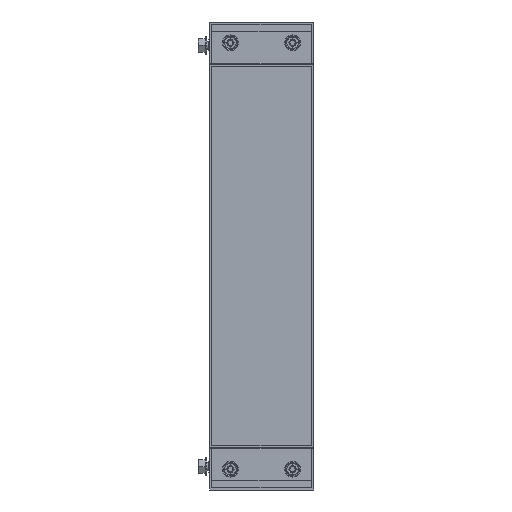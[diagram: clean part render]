
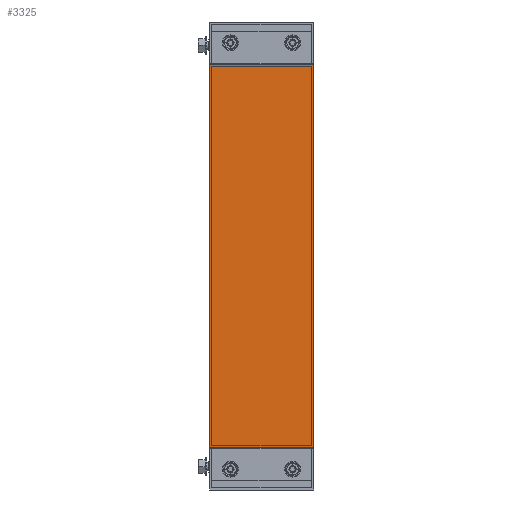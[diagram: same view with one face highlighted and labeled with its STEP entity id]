
A CAD part, left-side view. The second image highlights one B-rep face of the part: STEP entity #3325.
In plain terms, the highlighted planar face has unit normal (-1, 0, 0).
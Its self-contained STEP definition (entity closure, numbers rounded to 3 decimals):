
#1 = VECTOR ( 'NONE', #1300, 1000. ) ;
#292 = LINE ( 'NONE', #6372, #6454 ) ;
#693 = DIRECTION ( 'NONE',  ( 0., 0., 1. ) ) ;
#1069 = AXIS2_PLACEMENT_3D ( 'NONE', #7617, #6970, #693 ) ;
#1151 = VERTEX_POINT ( 'NONE', #1377 ) ;
#1300 = DIRECTION ( 'NONE',  ( 0., 0., -1. ) ) ;
#1377 = CARTESIAN_POINT ( 'NONE',  ( 0., 0., 434.6 ) ) ;
#2007 = EDGE_CURVE ( 'NONE', #1151, #5220, #2860, .T. ) ;
#2515 = ORIENTED_EDGE ( 'NONE', *, *, #5230, .T. ) ;
#2549 = CARTESIAN_POINT ( 'NONE',  ( 0., -100., 65.4 ) ) ;
#2732 = VECTOR ( 'NONE', #8714, 1000. ) ;
#2860 = LINE ( 'NONE', #5130, #1 ) ;
#2967 = ORIENTED_EDGE ( 'NONE', *, *, #4498, .T. ) ;
#3325 = ADVANCED_FACE ( 'NONE', ( #5385 ), #8463, .T. ) ;
#3368 = DIRECTION ( 'NONE',  ( 0., -1., 0. ) ) ;
#4340 = VERTEX_POINT ( 'NONE', #4480 ) ;
#4480 = CARTESIAN_POINT ( 'NONE',  ( 0., -100., 434.6 ) ) ;
#4498 = EDGE_CURVE ( 'NONE', #5220, #9915, #292, .T. ) ;
#4665 = CARTESIAN_POINT ( 'NONE',  ( 0., -100., 65.4 ) ) ;
#4954 = ORIENTED_EDGE ( 'NONE', *, *, #8417, .T. ) ;
#5130 = CARTESIAN_POINT ( 'NONE',  ( 0., 0., 65.4 ) ) ;
#5220 = VERTEX_POINT ( 'NONE', #6432 ) ;
#5230 = EDGE_CURVE ( 'NONE', #4340, #1151, #5908, .T. ) ;
#5246 = CARTESIAN_POINT ( 'NONE',  ( 0., 0., 434.6 ) ) ;
#5385 = FACE_OUTER_BOUND ( 'NONE', #7030, .T. ) ;
#5908 = LINE ( 'NONE', #5246, #6795 ) ;
#5964 = DIRECTION ( 'NONE',  ( 0., 1., 0. ) ) ;
#6372 = CARTESIAN_POINT ( 'NONE',  ( 0., 0., 65.4 ) ) ;
#6432 = CARTESIAN_POINT ( 'NONE',  ( 0., 0., 65.4 ) ) ;
#6454 = VECTOR ( 'NONE', #3368, 1000. ) ;
#6795 = VECTOR ( 'NONE', #5964, 1000. ) ;
#6828 = ORIENTED_EDGE ( 'NONE', *, *, #2007, .T. ) ;
#6970 = DIRECTION ( 'NONE',  ( -1., 0., 0. ) ) ;
#7030 = EDGE_LOOP ( 'NONE', ( #2967, #4954, #2515, #6828 ) ) ;
#7617 = CARTESIAN_POINT ( 'NONE',  ( 0., 0., 0. ) ) ;
#8417 = EDGE_CURVE ( 'NONE', #9915, #4340, #9465, .T. ) ;
#8463 = PLANE ( 'NONE',  #1069 ) ;
#8714 = DIRECTION ( 'NONE',  ( 0., 0., 1. ) ) ;
#9465 = LINE ( 'NONE', #2549, #2732 ) ;
#9915 = VERTEX_POINT ( 'NONE', #4665 ) ;
